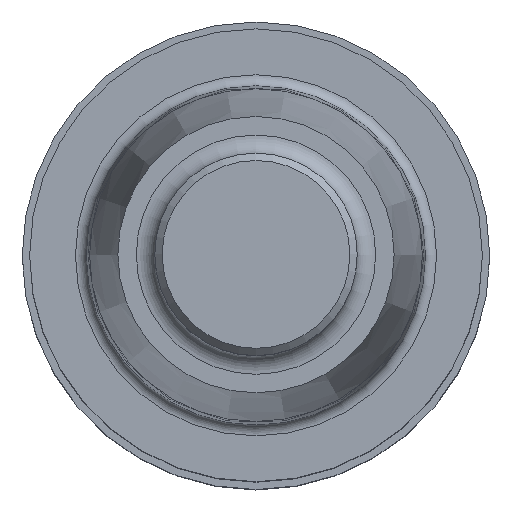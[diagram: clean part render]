
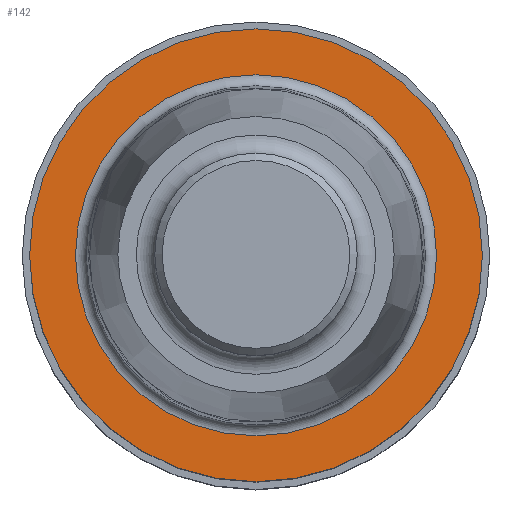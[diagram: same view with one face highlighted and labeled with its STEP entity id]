
A CAD part, top view. The second image highlights one B-rep face of the part: STEP entity #142.
In plain terms, the highlighted planar face has unit normal (0, 0, 1).
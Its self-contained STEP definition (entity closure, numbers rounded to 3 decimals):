
#125=PLANE('',#284);
#142=ADVANCED_FACE('',(#166,#167),#125,.T.);
#166=FACE_BOUND('',#190,.T.);
#167=FACE_BOUND('',#191,.T.);
#190=EDGE_LOOP('',(#216));
#191=EDGE_LOOP('',(#217));
#216=ORIENTED_EDGE('',*,*,#238,.T.);
#217=ORIENTED_EDGE('',*,*,#246,.F.);
#225=VERTEX_POINT('',#354);
#233=VERTEX_POINT('',#379);
#238=EDGE_CURVE('',#225,#225,#251,.T.);
#246=EDGE_CURVE('',#233,#233,#259,.T.);
#251=CIRCLE('',#265,6.15);
#259=CIRCLE('',#282,4.904);
#265=AXIS2_PLACEMENT_3D('',#353,#296,#297);
#282=AXIS2_PLACEMENT_3D('',#378,#330,#331);
#284=AXIS2_PLACEMENT_3D('',#381,#334,#335);
#296=DIRECTION('',(0.,0.,1.));
#297=DIRECTION('',(1.,0.,0.));
#330=DIRECTION('',(0.,0.,1.));
#331=DIRECTION('',(1.,0.,0.));
#334=DIRECTION('',(0.,0.,1.));
#335=DIRECTION('',(1.,0.,0.));
#353=CARTESIAN_POINT('',(0.,0.,0.));
#354=CARTESIAN_POINT('',(6.15,0.,0.));
#378=CARTESIAN_POINT('',(0.,0.,0.));
#379=CARTESIAN_POINT('',(4.904,0.,0.));
#381=CARTESIAN_POINT('',(0.,-4.904,0.));
